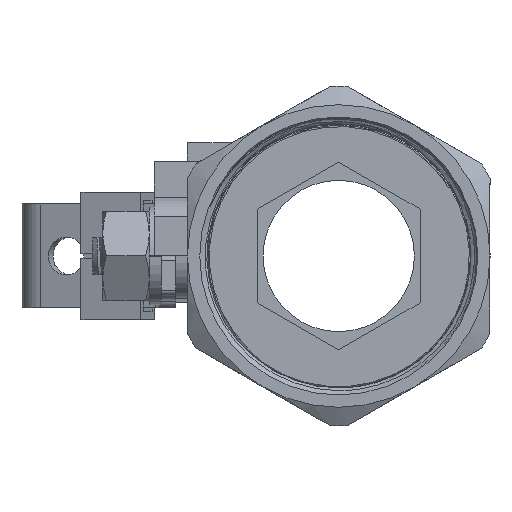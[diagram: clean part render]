
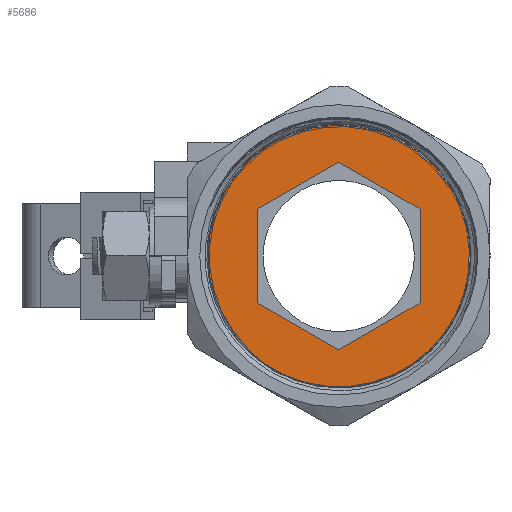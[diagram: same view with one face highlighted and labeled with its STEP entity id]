
A CAD part, left-side view. The second image highlights one B-rep face of the part: STEP entity #5686.
In plain terms, the highlighted planar face has unit normal (-1, 0, 0).
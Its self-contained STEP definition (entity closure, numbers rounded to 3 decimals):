
#115=PLANE('',#6038);
#324=CIRCLE('',#6025,27.65);
#536=LINE('',#18343,#865);
#547=LINE('',#19579,#876);
#550=LINE('',#19585,#879);
#552=LINE('',#19589,#881);
#554=LINE('',#19593,#883);
#556=LINE('',#19597,#885);
#558=LINE('',#19601,#887);
#865=VECTOR('',#6698,1000.);
#876=VECTOR('',#6723,1000.);
#879=VECTOR('',#6728,1000.);
#881=VECTOR('',#6732,1000.);
#883=VECTOR('',#6736,1000.);
#885=VECTOR('',#6740,1000.);
#887=VECTOR('',#6744,1000.);
#2087=ORIENTED_EDGE('',*,*,#3518,.F.);
#2088=ORIENTED_EDGE('',*,*,#3514,.T.);
#2089=ORIENTED_EDGE('',*,*,#3522,.T.);
#2090=ORIENTED_EDGE('',*,*,#3543,.F.);
#2091=ORIENTED_EDGE('',*,*,#3541,.F.);
#2092=ORIENTED_EDGE('',*,*,#3539,.F.);
#2093=ORIENTED_EDGE('',*,*,#3537,.F.);
#2094=ORIENTED_EDGE('',*,*,#3535,.F.);
#2095=ORIENTED_EDGE('',*,*,#3532,.F.);
#3514=EDGE_CURVE('',#4361,#4360,#536,.T.);
#3518=EDGE_CURVE('',#4361,#4363,#4761,.F.);
#3522=EDGE_CURVE('',#4360,#4363,#324,.T.);
#3532=EDGE_CURVE('',#4373,#4374,#547,.T.);
#3535=EDGE_CURVE('',#4374,#4375,#550,.T.);
#3537=EDGE_CURVE('',#4375,#4376,#552,.T.);
#3539=EDGE_CURVE('',#4376,#4377,#554,.T.);
#3541=EDGE_CURVE('',#4377,#4378,#556,.T.);
#3543=EDGE_CURVE('',#4378,#4373,#558,.T.);
#4360=VERTEX_POINT('',#18342);
#4361=VERTEX_POINT('',#18344);
#4363=VERTEX_POINT('',#19354);
#4373=VERTEX_POINT('',#19580);
#4374=VERTEX_POINT('',#19581);
#4375=VERTEX_POINT('',#19586);
#4376=VERTEX_POINT('',#19590);
#4377=VERTEX_POINT('',#19594);
#4378=VERTEX_POINT('',#19598);
#4761=B_SPLINE_CURVE_WITH_KNOTS('',3,(#19350,#19351,#19352,#19353),
 .UNSPECIFIED.,.F.,.F.,(4,4),(0.,1.),.UNSPECIFIED.);
#5066=EDGE_LOOP('',(#2087,#2088,#2089));
#5067=EDGE_LOOP('',(#2090,#2091,#2092,#2093,#2094,#2095));
#5362=FACE_BOUND('',#5066,.T.);
#5363=FACE_BOUND('',#5067,.T.);
#5686=ADVANCED_FACE('',(#5362,#5363),#115,.T.);
#6025=AXIS2_PLACEMENT_3D('',#19558,#6703,#6704);
#6038=AXIS2_PLACEMENT_3D('',#19605,#6749,#6750);
#6698=DIRECTION('',(0.,0.707,-0.707));
#6703=DIRECTION('',(-1.,0.,0.));
#6704=DIRECTION('',(0.,0.,1.));
#6723=DIRECTION('',(0.,-0.866,-0.5));
#6728=DIRECTION('',(0.,-0.866,0.5));
#6732=DIRECTION('',(0.,0.,1.));
#6736=DIRECTION('',(0.,0.866,0.5));
#6740=DIRECTION('',(0.,0.866,-0.5));
#6744=DIRECTION('',(0.,0.,-1.));
#6749=DIRECTION('',(-1.,0.,0.));
#6750=DIRECTION('',(0.,0.,1.));
#18342=CARTESIAN_POINT('',(-27.6,19.552,-19.552));
#18343=CARTESIAN_POINT('',(-27.6,0.,0.));
#18344=CARTESIAN_POINT('',(-27.6,19.377,-19.377));
#19350=CARTESIAN_POINT('',(-27.6,27.206,-4.936));
#19351=CARTESIAN_POINT('',(-27.6,26.133,-10.394));
#19352=CARTESIAN_POINT('',(-27.6,23.397,-15.468));
#19353=CARTESIAN_POINT('',(-27.6,19.377,-19.377));
#19354=CARTESIAN_POINT('',(-27.6,27.206,-4.936));
#19558=CARTESIAN_POINT('',(-27.6,0.,0.));
#19579=CARTESIAN_POINT('',(-27.6,17.2,-9.93));
#19580=CARTESIAN_POINT('',(-27.6,17.2,-9.93));
#19581=CARTESIAN_POINT('',(-27.6,0.,-19.861));
#19585=CARTESIAN_POINT('',(-27.6,0.,-19.861));
#19586=CARTESIAN_POINT('',(-27.6,-17.2,-9.93));
#19589=CARTESIAN_POINT('',(-27.6,-17.2,-9.93));
#19590=CARTESIAN_POINT('',(-27.6,-17.2,9.93));
#19593=CARTESIAN_POINT('',(-27.6,-17.2,9.93));
#19594=CARTESIAN_POINT('',(-27.6,0.,19.861));
#19597=CARTESIAN_POINT('',(-27.6,0.,19.861));
#19598=CARTESIAN_POINT('',(-27.6,17.2,9.93));
#19601=CARTESIAN_POINT('',(-27.6,17.2,9.93));
#19605=CARTESIAN_POINT('',(-27.6,0.,0.));
